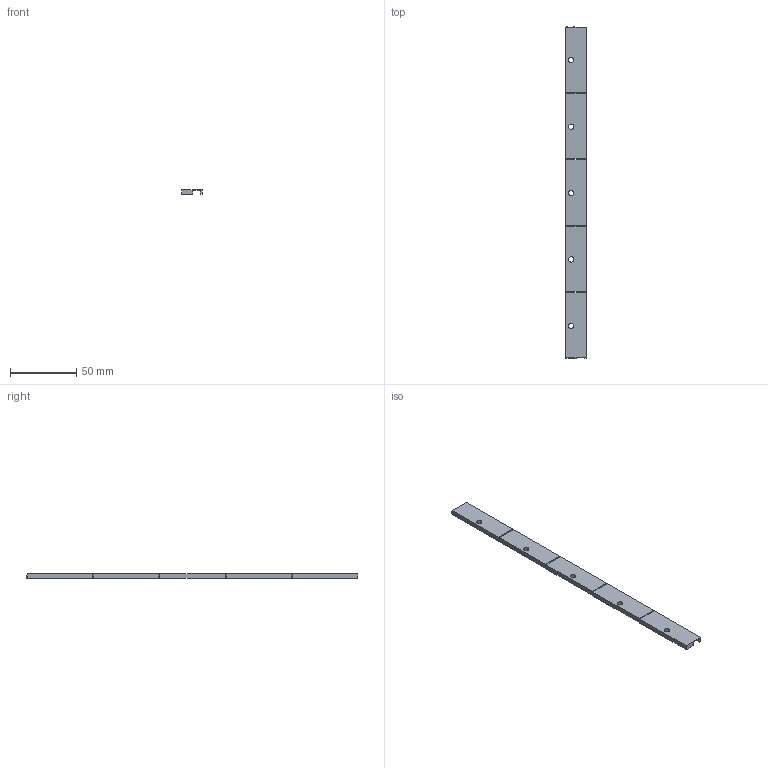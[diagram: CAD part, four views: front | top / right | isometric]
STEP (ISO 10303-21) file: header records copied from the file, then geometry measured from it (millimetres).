
FILE_DESCRIPTION(('FreeCAD Model'),'2;1');
FILE_NAME('Open CASCADE Shape Model','2024-02-26T11:11:19',(''),(''), 'Open CASCADE STEP processor 7.6','FreeCAD','Unknown');
FILE_SCHEMA(('AUTOMOTIVE_DESIGN { 1 0 10303 214 1 1 1 1 }'));
Length unit declared in the file: millimetre
Products named in the file (2): array of snappable wire strips; 50mm snappable wire strip
Assembly tree (5 placements, depth 2):
  array of snappable wire strips
    50mm snappable wire strip  x5
Bounding box: 15.2 x 250 x 3.7 mm (x, y, z)
Volume: 9184.8 mm3; surface area: 11315.2 mm2
Topology: 5 solids, 5 shells, 145 faces, 375 edges, 250 vertices
Faces by surface type: plane 140, cylinder 5
Full cylindrical faces by diameter (mm): 4 x5
Entity records: 947 total; most frequent: CARTESIAN_POINT 160, ORIENTED_EDGE 150, DIRECTION 147, EDGE_CURVE 75, LINE 73, VECTOR 73, VERTEX_POINT 50, AXIS2_PLACEMENT_3D 37
